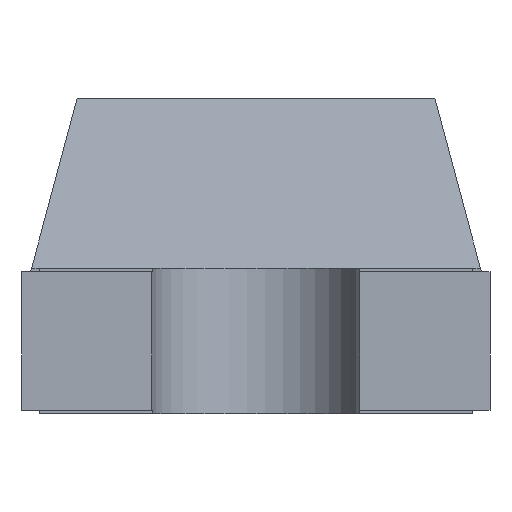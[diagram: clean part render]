
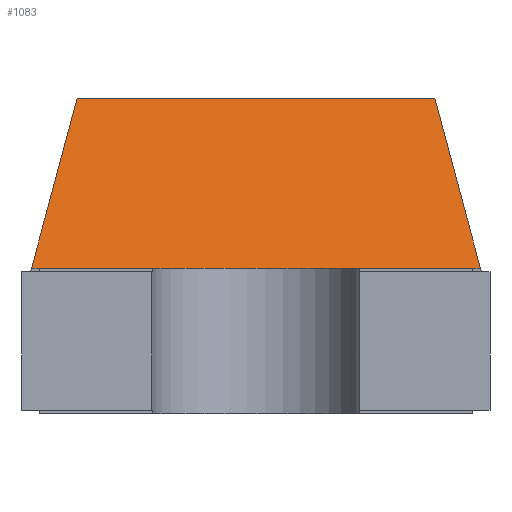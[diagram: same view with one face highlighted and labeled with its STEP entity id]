
A CAD part, front view. The second image highlights one B-rep face of the part: STEP entity #1083.
In plain terms, the highlighted planar face has unit normal (0, -0.966, 0.259).
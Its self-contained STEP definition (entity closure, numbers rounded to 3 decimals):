
#9 = VERTEX_POINT ( 'NONE', #12 ) ;
#12 = CARTESIAN_POINT ( 'NONE',  ( 0.516, -0.569, 0.9 ) ) ;
#18 = DIRECTION ( 'NONE',  ( -1., 0., 0. ) ) ;
#60 = ORIENTED_EDGE ( 'NONE', *, *, #352, .F. ) ;
#94 = CARTESIAN_POINT ( 'NONE',  ( 0.675, -0.7, 0.41 ) ) ;
#146 = EDGE_CURVE ( 'NONE', #9, #422, #1912, .T. ) ;
#188 = CARTESIAN_POINT ( 'NONE',  ( -0.54, -0.593, 0.811 ) ) ;
#202 = CARTESIAN_POINT ( 'NONE',  ( 0.675, -0.569, 0.9 ) ) ;
#221 = DIRECTION ( 'NONE',  ( 0.251, -0.251, -0.935 ) ) ;
#222 = ORIENTED_EDGE ( 'NONE', *, *, #1180, .F. ) ;
#272 = VECTOR ( 'NONE', #221, 1000. ) ;
#352 = EDGE_CURVE ( 'NONE', #1355, #1425, #1155, .T. ) ;
#365 = AXIS2_PLACEMENT_3D ( 'NONE', #202, #1156, #1472 ) ;
#367 = CARTESIAN_POINT ( 'NONE',  ( 0.54, -0.593, 0.811 ) ) ;
#410 = CARTESIAN_POINT ( 'NONE',  ( 0.647, -0.7, 0.41 ) ) ;
#422 = VERTEX_POINT ( 'NONE', #1781 ) ;
#437 = LINE ( 'NONE', #188, #1476 ) ;
#531 = ORIENTED_EDGE ( 'NONE', *, *, #925, .F. ) ;
#571 = CARTESIAN_POINT ( 'NONE',  ( -0.647, -0.7, 0.41 ) ) ;
#670 = VECTOR ( 'NONE', #1980, 1000. ) ;
#766 = CARTESIAN_POINT ( 'NONE',  ( 0.675, -0.569, 0.9 ) ) ;
#786 = CARTESIAN_POINT ( 'NONE',  ( 0.625, -0.7, 0.41 ) ) ;
#818 = VERTEX_POINT ( 'NONE', #571 ) ;
#828 = CARTESIAN_POINT ( 'NONE',  ( -0.625, -0.7, 0.41 ) ) ;
#925 = EDGE_CURVE ( 'NONE', #1772, #1355, #1859, .T. ) ;
#965 = EDGE_CURVE ( 'NONE', #1425, #818, #1865, .T. ) ;
#976 = DIRECTION ( 'NONE',  ( -1., 0., 0. ) ) ;
#1083 = ADVANCED_FACE ( 'NONE', ( #1623 ), #1511, .F. ) ;
#1097 = DIRECTION ( 'NONE',  ( -1., 0., 0. ) ) ;
#1155 = LINE ( 'NONE', #1939, #670 ) ;
#1156 = DIRECTION ( 'NONE',  ( 0., 0.966, -0.259 ) ) ;
#1168 = ORIENTED_EDGE ( 'NONE', *, *, #965, .F. ) ;
#1180 = EDGE_CURVE ( 'NONE', #9, #1772, #1933, .T. ) ;
#1247 = EDGE_LOOP ( 'NONE', ( #1168, #60, #531, #222, #1452, #1924 ) ) ;
#1355 = VERTEX_POINT ( 'NONE', #786 ) ;
#1362 = CARTESIAN_POINT ( 'NONE',  ( 0.675, -0.7, 0.41 ) ) ;
#1425 = VERTEX_POINT ( 'NONE', #828 ) ;
#1430 = EDGE_CURVE ( 'NONE', #818, #422, #437, .T. ) ;
#1452 = ORIENTED_EDGE ( 'NONE', *, *, #146, .T. ) ;
#1465 = VECTOR ( 'NONE', #976, 1000. ) ;
#1472 = DIRECTION ( 'NONE',  ( 0., 0.259, 0.966 ) ) ;
#1476 = VECTOR ( 'NONE', #1853, 1000. ) ;
#1511 = PLANE ( 'NONE',  #365 ) ;
#1623 = FACE_OUTER_BOUND ( 'NONE', #1247, .T. ) ;
#1772 = VERTEX_POINT ( 'NONE', #410 ) ;
#1781 = CARTESIAN_POINT ( 'NONE',  ( -0.516, -0.569, 0.9 ) ) ;
#1850 = VECTOR ( 'NONE', #18, 1000. ) ;
#1853 = DIRECTION ( 'NONE',  ( 0.251, 0.251, 0.935 ) ) ;
#1859 = LINE ( 'NONE', #1362, #1864 ) ;
#1864 = VECTOR ( 'NONE', #1097, 1000. ) ;
#1865 = LINE ( 'NONE', #94, #1850 ) ;
#1912 = LINE ( 'NONE', #766, #1465 ) ;
#1924 = ORIENTED_EDGE ( 'NONE', *, *, #1430, .F. ) ;
#1933 = LINE ( 'NONE', #367, #272 ) ;
#1939 = CARTESIAN_POINT ( 'NONE',  ( 0., -0.7, 0.41 ) ) ;
#1980 = DIRECTION ( 'NONE',  ( -1., 0., 0. ) ) ;
